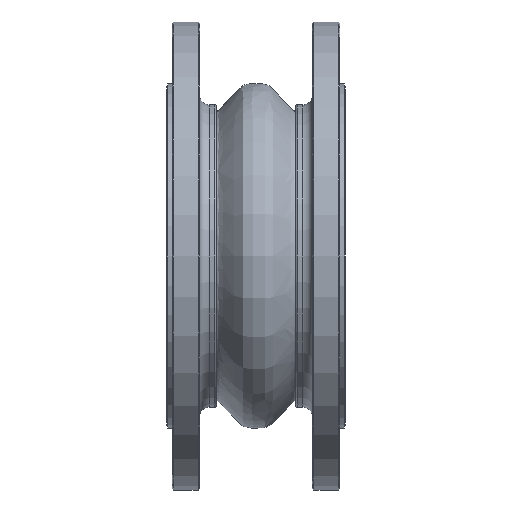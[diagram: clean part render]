
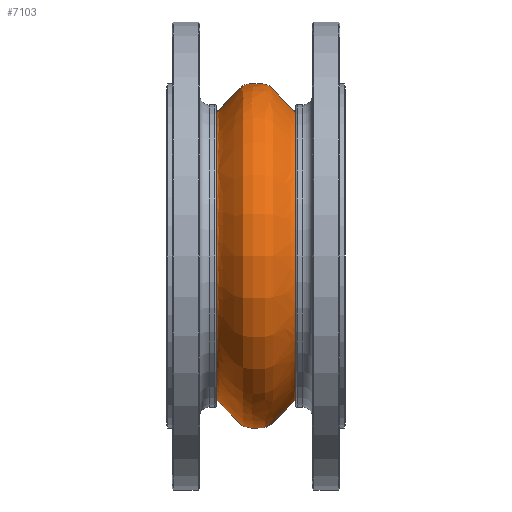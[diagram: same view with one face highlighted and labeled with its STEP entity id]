
A CAD part, front view. The second image highlights one B-rep face of the part: STEP entity #7103.
In plain terms, the highlighted free-form (B-spline) face has degree [5, 3] with [16, 7] control points.
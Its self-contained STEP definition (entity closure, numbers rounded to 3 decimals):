
#6919=CARTESIAN_POINT('',(30.021,-0.,-105.));
#6920=VERTEX_POINT('',#6919);
#6927=CARTESIAN_POINT('',(30.021,0.,105.));
#6928=VERTEX_POINT('',#6927);
#6929=CARTESIAN_POINT('',(30.021,0.,0.));
#6930=DIRECTION('',(1.,0.,0.));
#6931=DIRECTION('',(0.,0.,-1.));
#6932=AXIS2_PLACEMENT_3D('',#6929,#6930,#6931);
#6933=CIRCLE('',#6932,105.);
#6934=EDGE_CURVE('',#6920,#6928,#6933,.T.);
#6936=CARTESIAN_POINT('',(30.021,0.,0.));
#6937=DIRECTION('',(1.,0.,0.));
#6938=DIRECTION('',(0.,0.,-1.));
#6939=AXIS2_PLACEMENT_3D('',#6936,#6937,#6938);
#6940=CIRCLE('',#6939,105.);
#6941=EDGE_CURVE('',#6928,#6920,#6940,.T.);
#6948=CARTESIAN_POINT('',(-30.021,0.,105.));
#6949=CARTESIAN_POINT('',(-30.021,-210.,105.));
#6950=CARTESIAN_POINT('',(-30.021,-210.,-105.));
#6951=CARTESIAN_POINT('',(-30.021,0.,-105.));
#6952=CARTESIAN_POINT('',(-30.021,210.,-105.));
#6953=CARTESIAN_POINT('',(-30.021,210.,105.));
#6954=CARTESIAN_POINT('',(-30.021,0.,105.));
#6955=CARTESIAN_POINT('',(-28.275,0.,105.));
#6956=CARTESIAN_POINT('',(-28.275,-210.,105.));
#6957=CARTESIAN_POINT('',(-28.275,-210.,-105.));
#6958=CARTESIAN_POINT('',(-28.275,0.,-105.));
#6959=CARTESIAN_POINT('',(-28.275,210.,-105.));
#6960=CARTESIAN_POINT('',(-28.275,210.,105.));
#6961=CARTESIAN_POINT('',(-28.275,0.,105.));
#6962=CARTESIAN_POINT('',(-26.439,0.,106.289));
#6963=CARTESIAN_POINT('',(-26.439,-212.578,106.289));
#6964=CARTESIAN_POINT('',(-26.439,-212.578,-106.289));
#6965=CARTESIAN_POINT('',(-26.439,0.,-106.289));
#6966=CARTESIAN_POINT('',(-26.439,212.578,-106.289));
#6967=CARTESIAN_POINT('',(-26.439,212.578,106.289));
#6968=CARTESIAN_POINT('',(-26.439,0.,106.289));
#6969=CARTESIAN_POINT('',(-24.048,0.,108.639));
#6970=CARTESIAN_POINT('',(-24.048,-217.278,108.639));
#6971=CARTESIAN_POINT('',(-24.048,-217.278,-108.639));
#6972=CARTESIAN_POINT('',(-24.048,0.,-108.639));
#6973=CARTESIAN_POINT('',(-24.048,217.278,-108.639));
#6974=CARTESIAN_POINT('',(-24.048,217.278,108.639));
#6975=CARTESIAN_POINT('',(-24.048,0.,108.639));
#6976=CARTESIAN_POINT('',(-15.948,0.,117.927));
#6977=CARTESIAN_POINT('',(-15.948,-235.854,117.927));
#6978=CARTESIAN_POINT('',(-15.948,-235.854,-117.927));
#6979=CARTESIAN_POINT('',(-15.948,0.,-117.927));
#6980=CARTESIAN_POINT('',(-15.948,235.854,-117.927));
#6981=CARTESIAN_POINT('',(-15.948,235.854,117.927));
#6982=CARTESIAN_POINT('',(-15.948,0.,117.927));
#6983=CARTESIAN_POINT('',(-11.392,0.,122.674));
#6984=CARTESIAN_POINT('',(-11.392,-245.348,122.674));
#6985=CARTESIAN_POINT('',(-11.392,-245.348,-122.674));
#6986=CARTESIAN_POINT('',(-11.392,0.,-122.674));
#6987=CARTESIAN_POINT('',(-11.392,245.348,-122.674));
#6988=CARTESIAN_POINT('',(-11.392,245.348,122.674));
#6989=CARTESIAN_POINT('',(-11.392,0.,122.674));
#6990=CARTESIAN_POINT('',(-8.588,0.,124.57));
#6991=CARTESIAN_POINT('',(-8.588,-249.14,124.57));
#6992=CARTESIAN_POINT('',(-8.588,-249.14,-124.57));
#6993=CARTESIAN_POINT('',(-8.588,0.,-124.57));
#6994=CARTESIAN_POINT('',(-8.588,249.14,-124.57));
#6995=CARTESIAN_POINT('',(-8.588,249.14,124.57));
#6996=CARTESIAN_POINT('',(-8.588,0.,124.57));
#6997=CARTESIAN_POINT('',(-4.038,0.,125.286));
#6998=CARTESIAN_POINT('',(-4.038,-250.571,125.286));
#6999=CARTESIAN_POINT('',(-4.038,-250.571,-125.286));
#7000=CARTESIAN_POINT('',(-4.038,0.,-125.286));
#7001=CARTESIAN_POINT('',(-4.038,250.571,-125.286));
#7002=CARTESIAN_POINT('',(-4.038,250.571,125.286));
#7003=CARTESIAN_POINT('',(-4.038,0.,125.286));
#7004=CARTESIAN_POINT('',(4.038,0.,125.286));
#7005=CARTESIAN_POINT('',(4.038,-250.571,125.286));
#7006=CARTESIAN_POINT('',(4.038,-250.571,-125.286));
#7007=CARTESIAN_POINT('',(4.038,0.,-125.286));
#7008=CARTESIAN_POINT('',(4.038,250.571,-125.286));
#7009=CARTESIAN_POINT('',(4.038,250.571,125.286));
#7010=CARTESIAN_POINT('',(4.038,0.,125.286));
#7011=CARTESIAN_POINT('',(8.588,0.,124.57));
#7012=CARTESIAN_POINT('',(8.588,-249.14,124.57));
#7013=CARTESIAN_POINT('',(8.588,-249.14,-124.57));
#7014=CARTESIAN_POINT('',(8.588,0.,-124.57));
#7015=CARTESIAN_POINT('',(8.588,249.14,-124.57));
#7016=CARTESIAN_POINT('',(8.588,249.14,124.57));
#7017=CARTESIAN_POINT('',(8.588,0.,124.57));
#7018=CARTESIAN_POINT('',(11.392,0.,122.674));
#7019=CARTESIAN_POINT('',(11.392,-245.348,122.674));
#7020=CARTESIAN_POINT('',(11.392,-245.348,-122.674));
#7021=CARTESIAN_POINT('',(11.392,0.,-122.674));
#7022=CARTESIAN_POINT('',(11.392,245.348,-122.674));
#7023=CARTESIAN_POINT('',(11.392,245.348,122.674));
#7024=CARTESIAN_POINT('',(11.392,0.,122.674));
#7025=CARTESIAN_POINT('',(15.948,0.,117.927));
#7026=CARTESIAN_POINT('',(15.948,-235.854,117.927));
#7027=CARTESIAN_POINT('',(15.948,-235.854,-117.927));
#7028=CARTESIAN_POINT('',(15.948,0.,-117.927));
#7029=CARTESIAN_POINT('',(15.948,235.854,-117.927));
#7030=CARTESIAN_POINT('',(15.948,235.854,117.927));
#7031=CARTESIAN_POINT('',(15.948,0.,117.927));
#7032=CARTESIAN_POINT('',(24.048,0.,108.639));
#7033=CARTESIAN_POINT('',(24.048,-217.278,108.639));
#7034=CARTESIAN_POINT('',(24.048,-217.278,-108.639));
#7035=CARTESIAN_POINT('',(24.048,0.,-108.639));
#7036=CARTESIAN_POINT('',(24.048,217.278,-108.639));
#7037=CARTESIAN_POINT('',(24.048,217.278,108.639));
#7038=CARTESIAN_POINT('',(24.048,0.,108.639));
#7039=CARTESIAN_POINT('',(26.439,0.,106.289));
#7040=CARTESIAN_POINT('',(26.439,-212.578,106.289));
#7041=CARTESIAN_POINT('',(26.439,-212.578,-106.289));
#7042=CARTESIAN_POINT('',(26.439,0.,-106.289));
#7043=CARTESIAN_POINT('',(26.439,212.578,-106.289));
#7044=CARTESIAN_POINT('',(26.439,212.578,106.289));
#7045=CARTESIAN_POINT('',(26.439,0.,106.289));
#7046=CARTESIAN_POINT('',(28.275,0.,105.));
#7047=CARTESIAN_POINT('',(28.275,-210.,105.));
#7048=CARTESIAN_POINT('',(28.275,-210.,-105.));
#7049=CARTESIAN_POINT('',(28.275,0.,-105.));
#7050=CARTESIAN_POINT('',(28.275,210.,-105.));
#7051=CARTESIAN_POINT('',(28.275,210.,105.));
#7052=CARTESIAN_POINT('',(28.275,0.,105.));
#7053=CARTESIAN_POINT('',(30.021,0.,105.));
#7054=CARTESIAN_POINT('',(30.021,-210.,105.));
#7055=CARTESIAN_POINT('',(30.021,-210.,-105.));
#7056=CARTESIAN_POINT('',(30.021,0.,-105.));
#7057=CARTESIAN_POINT('',(30.021,210.,-105.));
#7058=CARTESIAN_POINT('',(30.021,210.,105.));
#7059=CARTESIAN_POINT('',(30.021,0.,105.));
#7060=(BOUNDED_SURFACE()
B_SPLINE_SURFACE(5,3,((#6948,#6949,#6950,#6951,#6952,#6953,#6954),(#6955,#6956,#6957,#6958,#6959,#6960,#6961),(#6962,#6963,#6964,#6965,#6966,#6967,#6968),(#6969,#6970,#6971,#6972,#6973,#6974,#6975),(#6976,#6977,#6978,#6979,#6980,#6981,#6982),(#6983,#6984,#6985,#6986,#6987,#6988,#6989),(#6990,#6991,#6992,#6993,#6994,#6995,#6996),(#6997,#6998,#6999,#7000,#7001,#7002,#7003),(#7004,#7005,#7006,#7007,#7008,#7009,#7010),(#7011,#7012,#7013,#7014,#7015,#7016,#7017),(#7018,#7019,#7020,#7021,#7022,#7023,#7024),(#7025,#7026,#7027,#7028,#7029,#7030,#7031),(#7032,#7033,#7034,#7035,#7036,#7037,#7038),(#7039,#7040,#7041,#7042,#7043,#7044,#7045),(#7046,#7047,#7048,#7049,#7050,#7051,#7052),(#7053,#7054,#7055,#7056,#7057,#7058,#7059)),.UNSPECIFIED.,.F.,.T.,.U.)
B_SPLINE_SURFACE_WITH_KNOTS((6,1,1,1,1,1,1,1,1,1,1,6),(4,3,4),(0.,0.091,0.182,0.273,0.364,0.455,0.545,0.636,0.727,0.818,0.909,1.),(0.,0.5,1.),.UNSPECIFIED.)
GEOMETRIC_REPRESENTATION_ITEM()
RATIONAL_B_SPLINE_SURFACE(((1.,0.333,0.333,1.,0.333,0.333,1.),(1.,0.333,0.333,1.,0.333,0.333,1.),(1.,0.333,0.333,1.,0.333,0.333,1.),(1.,0.333,0.333,1.,0.333,0.333,1.),(1.,0.333,0.333,1.,0.333,0.333,1.),(1.,0.333,0.333,1.,0.333,0.333,1.),(1.,0.333,0.333,1.,0.333,0.333,1.),(1.,0.333,0.333,1.,0.333,0.333,1.),(1.,0.333,0.333,1.,0.333,0.333,1.),(1.,0.333,0.333,1.,0.333,0.333,1.),(1.,0.333,0.333,1.,0.333,0.333,1.),(1.,0.333,0.333,1.,0.333,0.333,1.),(1.,0.333,0.333,1.,0.333,0.333,1.),(1.,0.333,0.333,1.,0.333,0.333,1.),(1.,0.333,0.333,1.,0.333,0.333,1.),(1.,0.333,0.333,1.,0.333,0.333,1.)))
REPRESENTATION_ITEM('')
SURFACE()
);
#7061=CARTESIAN_POINT('',(-30.021,0.,105.));
#7062=VERTEX_POINT('',#7061);
#7063=CARTESIAN_POINT('',(30.021,0.,105.));
#7064=CARTESIAN_POINT('',(28.275,0.,105.));
#7065=CARTESIAN_POINT('',(26.439,0.,106.289));
#7066=CARTESIAN_POINT('',(24.048,0.,108.639));
#7067=CARTESIAN_POINT('',(15.948,0.,117.927));
#7068=CARTESIAN_POINT('',(11.392,0.,122.674));
#7069=CARTESIAN_POINT('',(8.588,0.,124.57));
#7070=CARTESIAN_POINT('',(4.038,0.,125.286));
#7071=CARTESIAN_POINT('',(-4.038,0.,125.286));
#7072=CARTESIAN_POINT('',(-8.588,0.,124.57));
#7073=CARTESIAN_POINT('',(-11.392,0.,122.674));
#7074=CARTESIAN_POINT('',(-15.948,0.,117.927));
#7075=CARTESIAN_POINT('',(-24.048,0.,108.639));
#7076=CARTESIAN_POINT('',(-26.439,0.,106.289));
#7077=CARTESIAN_POINT('',(-28.275,0.,105.));
#7078=CARTESIAN_POINT('',(-30.021,0.,105.));
#7079=B_SPLINE_CURVE_WITH_KNOTS('',5,(#7063,#7064,#7065,#7066,#7067,#7068,#7069,#7070,#7071,#7072,#7073,#7074,#7075,#7076,#7077,#7078),.UNSPECIFIED.,.F.,.F.,(6,1,1,1,1,1,1,1,1,1,1,6),(0.,0.091,0.182,0.273,0.364,0.455,0.545,0.636,0.727,0.818,0.909,1.),.UNSPECIFIED.);
#7080=EDGE_CURVE('',#6928,#7062,#7079,.T.);
#7081=ORIENTED_EDGE('',*,*,#7080,.F.);
#7082=ORIENTED_EDGE('',*,*,#6934,.F.);
#7083=ORIENTED_EDGE('',*,*,#6941,.F.);
#7084=ORIENTED_EDGE('',*,*,#7080,.T.);
#7085=CARTESIAN_POINT('',(-30.021,-0.,-105.));
#7086=VERTEX_POINT('',#7085);
#7087=CARTESIAN_POINT('',(-30.021,0.,0.));
#7088=DIRECTION('',(1.,0.,0.));
#7089=DIRECTION('',(0.,0.,-1.));
#7090=AXIS2_PLACEMENT_3D('',#7087,#7088,#7089);
#7091=CIRCLE('',#7090,105.);
#7092=EDGE_CURVE('',#7062,#7086,#7091,.T.);
#7093=ORIENTED_EDGE('',*,*,#7092,.T.);
#7094=CARTESIAN_POINT('',(-30.021,0.,0.));
#7095=DIRECTION('',(1.,0.,0.));
#7096=DIRECTION('',(0.,0.,-1.));
#7097=AXIS2_PLACEMENT_3D('',#7094,#7095,#7096);
#7098=CIRCLE('',#7097,105.);
#7099=EDGE_CURVE('',#7086,#7062,#7098,.T.);
#7100=ORIENTED_EDGE('',*,*,#7099,.T.);
#7101=EDGE_LOOP('',(#7081,#7082,#7083,#7084,#7093,#7100));
#7102=FACE_BOUND('',#7101,.T.);
#7103=ADVANCED_FACE('',(#7102),#7060,.F.);
